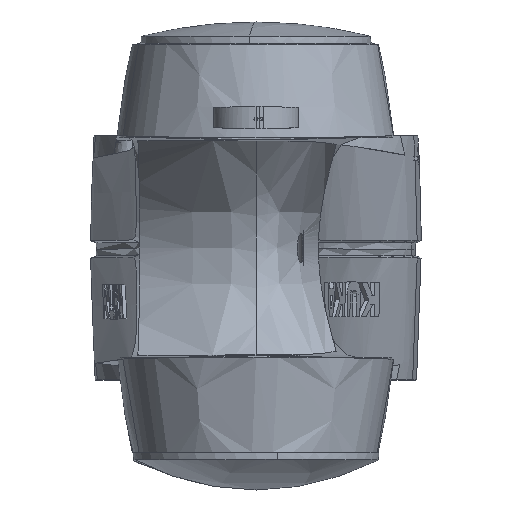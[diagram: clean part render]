
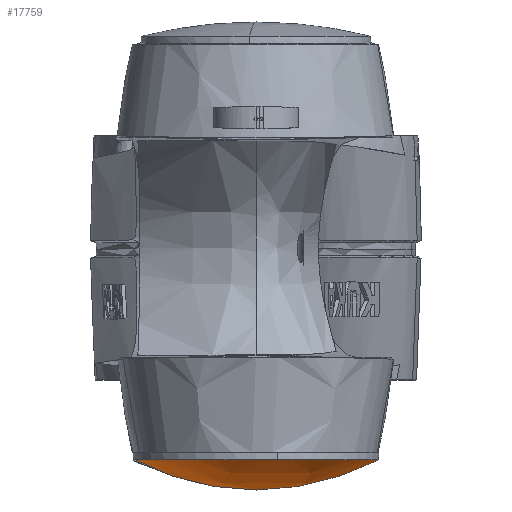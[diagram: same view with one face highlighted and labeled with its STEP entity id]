
A CAD part, top view. The second image highlights one B-rep face of the part: STEP entity #17759.
In plain terms, the highlighted free-form (B-spline) face has degree [3, 3] with [4, 4] control points.
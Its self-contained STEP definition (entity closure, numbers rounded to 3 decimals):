
#13326=CARTESIAN_POINT('Vertex',(36.329,-112.868,1024.25)) ;
#13348=CARTESIAN_POINT('Vertex',(-39.243,-113.002,971.327)) ;
#13352=CARTESIAN_POINT('Control Point',(36.329,-112.868,1024.25)) ;
#13353=CARTESIAN_POINT('Control Point',(33.228,-112.868,1024.796)) ;
#13354=CARTESIAN_POINT('Control Point',(30.088,-112.871,1025.157)) ;
#13355=CARTESIAN_POINT('Control Point',(26.923,-112.874,1025.328)) ;
#13356=CARTESIAN_POINT('Control Point',(21.393,-112.88,1025.289)) ;
#13357=CARTESIAN_POINT('Control Point',(15.886,-112.886,1024.665)) ;
#13358=CARTESIAN_POINT('Control Point',(13.545,-112.889,1024.292)) ;
#13359=CARTESIAN_POINT('Control Point',(8.895,-112.896,1023.332)) ;
#13360=CARTESIAN_POINT('Control Point',(4.341,-112.904,1021.95)) ;
#13361=CARTESIAN_POINT('Control Point',(2.097,-112.908,1021.155)) ;
#13362=CARTESIAN_POINT('Control Point',(-3.574,-112.919,1018.853)) ;
#13363=CARTESIAN_POINT('Control Point',(-8.958,-112.931,1015.892)) ;
#13364=CARTESIAN_POINT('Control Point',(-12.114,-112.938,1013.848)) ;
#13365=CARTESIAN_POINT('Control Point',(-18.115,-112.952,1009.317)) ;
#13366=CARTESIAN_POINT('Control Point',(-23.417,-112.965,1003.963)) ;
#13367=CARTESIAN_POINT('Control Point',(-25.875,-112.972,1001.095)) ;
#13368=CARTESIAN_POINT('Control Point',(-29.596,-112.981,996.055)) ;
#13369=CARTESIAN_POINT('Control Point',(-32.689,-112.989,990.607)) ;
#13370=CARTESIAN_POINT('Control Point',(-33.855,-112.992,988.315)) ;
#13371=CARTESIAN_POINT('Control Point',(-35.443,-112.996,984.743)) ;
#13372=CARTESIAN_POINT('Control Point',(-36.754,-112.999,981.083)) ;
#13373=CARTESIAN_POINT('Control Point',(-37.157,-113.,979.859)) ;
#13374=CARTESIAN_POINT('Control Point',(-37.898,-113.001,977.415)) ;
#13375=CARTESIAN_POINT('Control Point',(-38.508,-113.002,974.982)) ;
#13376=CARTESIAN_POINT('Control Point',(-38.782,-113.002,973.771)) ;
#13377=CARTESIAN_POINT('Control Point',(-39.027,-113.002,972.552)) ;
#13378=CARTESIAN_POINT('Control Point',(-39.243,-113.002,971.327)) ;
#13395=CARTESIAN_POINT('Control Point',(89.243,-113.003,948.672)) ;
#13396=CARTESIAN_POINT('Control Point',(89.792,-113.003,951.79)) ;
#13397=CARTESIAN_POINT('Control Point',(90.153,-113.004,954.941)) ;
#13398=CARTESIAN_POINT('Control Point',(90.322,-113.005,958.108)) ;
#13399=CARTESIAN_POINT('Control Point',(90.289,-113.001,962.451)) ;
#13400=CARTESIAN_POINT('Control Point',(89.898,-112.995,966.769)) ;
#13401=CARTESIAN_POINT('Control Point',(89.764,-112.993,967.952)) ;
#13402=CARTESIAN_POINT('Control Point',(89.439,-112.99,970.328)) ;
#13403=CARTESIAN_POINT('Control Point',(89.006,-112.986,972.687)) ;
#13404=CARTESIAN_POINT('Control Point',(88.763,-112.984,973.852)) ;
#13405=CARTESIAN_POINT('Control Point',(88.132,-112.981,976.58)) ;
#13406=CARTESIAN_POINT('Control Point',(87.356,-112.977,979.27)) ;
#13407=CARTESIAN_POINT('Control Point',(86.87,-112.974,980.767)) ;
#13408=CARTESIAN_POINT('Control Point',(85.835,-112.969,983.68)) ;
#13409=CARTESIAN_POINT('Control Point',(84.631,-112.962,986.523)) ;
#13410=CARTESIAN_POINT('Control Point',(83.978,-112.959,987.951)) ;
#13411=CARTESIAN_POINT('Control Point',(82.455,-112.951,991.016)) ;
#13412=CARTESIAN_POINT('Control Point',(80.736,-112.944,993.972)) ;
#13413=CARTESIAN_POINT('Control Point',(79.789,-112.941,995.478)) ;
#13414=CARTESIAN_POINT('Control Point',(77.807,-112.936,998.408)) ;
#13415=CARTESIAN_POINT('Control Point',(75.633,-112.93,1001.194)) ;
#13416=CARTESIAN_POINT('Control Point',(74.495,-112.927,1002.556)) ;
#13417=CARTESIAN_POINT('Control Point',(71.711,-112.918,1005.663)) ;
#13418=CARTESIAN_POINT('Control Point',(68.692,-112.908,1008.534)) ;
#13419=CARTESIAN_POINT('Control Point',(66.898,-112.902,1010.091)) ;
#13420=CARTESIAN_POINT('Control Point',(64.113,-112.896,1012.295)) ;
#13421=CARTESIAN_POINT('Control Point',(61.193,-112.892,1014.299)) ;
#13422=CARTESIAN_POINT('Control Point',(60.198,-112.89,1014.949)) ;
#13423=CARTESIAN_POINT('Control Point',(58.171,-112.888,1016.209)) ;
#13424=CARTESIAN_POINT('Control Point',(56.09,-112.885,1017.374)) ;
#13425=CARTESIAN_POINT('Control Point',(55.042,-112.884,1017.929)) ;
#13426=CARTESIAN_POINT('Control Point',(52.733,-112.88,1019.088)) ;
#13427=CARTESIAN_POINT('Control Point',(50.372,-112.877,1020.129)) ;
#13428=CARTESIAN_POINT('Control Point',(49.093,-112.875,1020.652)) ;
#13429=CARTESIAN_POINT('Control Point',(46.537,-112.872,1021.621)) ;
#13430=CARTESIAN_POINT('Control Point',(43.939,-112.87,1022.453)) ;
#13431=CARTESIAN_POINT('Control Point',(42.62,-112.869,1022.84)) ;
#13432=CARTESIAN_POINT('Control Point',(40.559,-112.868,1023.382)) ;
#13433=CARTESIAN_POINT('Control Point',(38.482,-112.868,1023.839)) ;
#13434=CARTESIAN_POINT('Control Point',(37.766,-112.868,1023.986)) ;
#13435=CARTESIAN_POINT('Control Point',(37.048,-112.868,1024.123)) ;
#13436=CARTESIAN_POINT('Control Point',(36.329,-112.868,1024.25)) ;
#13437=CARTESIAN_POINT('Vertex',(89.243,-113.003,948.672)) ;
#17621=CARTESIAN_POINT('Control Point',(89.242,-113.002,948.672)) ;
#17622=CARTESIAN_POINT('Control Point',(48.166,-134.769,955.915)) ;
#17623=CARTESIAN_POINT('Control Point',(1.833,-134.769,964.085)) ;
#17624=CARTESIAN_POINT('Control Point',(-39.243,-113.002,971.328)) ;
#17738=CARTESIAN_POINT('Control Point',(95.216,-97.01,1015.083)) ;
#17739=CARTESIAN_POINT('Control Point',(96.911,-106.912,993.529)) ;
#17740=CARTESIAN_POINT('Control Point',(95.598,-111.921,970.319)) ;
#17741=CARTESIAN_POINT('Control Point',(91.36,-111.718,946.921)) ;
#17742=CARTESIAN_POINT('Control Point',(57.836,-117.756,1021.674)) ;
#17743=CARTESIAN_POINT('Control Point',(56.136,-129.543,1000.719)) ;
#17744=CARTESIAN_POINT('Control Point',(53.106,-135.505,977.812)) ;
#17745=CARTESIAN_POINT('Control Point',(48.938,-135.264,954.401)) ;
#17746=CARTESIAN_POINT('Control Point',(15.238,-117.756,1029.185)) ;
#17747=CARTESIAN_POINT('Control Point',(9.668,-129.543,1008.912)) ;
#17748=CARTESIAN_POINT('Control Point',(4.681,-135.505,986.351)) ;
#17749=CARTESIAN_POINT('Control Point',(0.591,-135.264,962.926)) ;
#17750=CARTESIAN_POINT('Control Point',(-22.142,-97.01,1035.776)) ;
#17751=CARTESIAN_POINT('Control Point',(-31.107,-106.912,1016.102)) ;
#17752=CARTESIAN_POINT('Control Point',(-37.811,-111.921,993.843)) ;
#17753=CARTESIAN_POINT('Control Point',(-41.832,-111.718,970.406)) ;
#17755=ORIENTED_EDGE('',*,*,#13439,.T.) ;
#17756=ORIENTED_EDGE('',*,*,#13379,.T.) ;
#17757=ORIENTED_EDGE('',*,*,#17625,.F.) ;
#17759=ADVANCED_FACE('MANIFOLD_SOLID_BREP #16099',(#17758),#17737,.T.) ;
#13351=B_SPLINE_CURVE_WITH_KNOTS('',5,(#13352,#13353,#13354,#13355,#13356,#13357,#13358,#13359,#13360,#13361,#13362,#13363,#13364,#13365,#13366,#13367,#13368,#13369,#13370,#13371,#13372,#13373,#13374,#13375,#13376,#13377,#13378),.UNSPECIFIED.,.F.,.U.,(6,3,3,3,3,3,3,3,6),(0.,29.341,51.139,72.937,107.243,141.55,164.089,175.358,186.628),.UNSPECIFIED.) ;
#13394=B_SPLINE_CURVE_WITH_KNOTS('',5,(#13395,#13396,#13397,#13398,#13399,#13400,#13401,#13402,#13403,#13404,#13405,#13406,#13407,#13408,#13409,#13410,#13411,#13412,#13413,#13414,#13415,#13416,#13417,#13418,#13419,#13420,#13421,#13422,#13423,#13424,#13425,#13426,#13427,#13428,#13429,#13430,#13431,#13432,#13433,#13434,#13435,#13436),.UNSPECIFIED.,.F.,.U.,(6,3,3,3,3,3,3,3,3,3,3,3,3,6),(0.,28.693,39.321,49.949,64.733,79.517,95.891,112.265,134.035,144.884,155.732,168.765,181.798,188.633),.UNSPECIFIED.) ;
#13379=EDGE_CURVE('',#13327,#13349,#13351,.T.) ;
#13439=EDGE_CURVE('',#13438,#13327,#13394,.T.) ;
#17625=EDGE_CURVE('',#13438,#13349,#17620,.T.) ;
#17754=EDGE_LOOP('',(#17755,#17756,#17757)) ;
#17758=FACE_OUTER_BOUND('',#17754,.T.) ;
#13327=VERTEX_POINT('',#13326) ;
#13349=VERTEX_POINT('',#13348) ;
#13438=VERTEX_POINT('',#13437) ;
#17620=(BOUNDED_CURVE()B_SPLINE_CURVE(3,(#17621,#17622,#17623,#17624),.UNSPECIFIED.,.F.,.U.)B_SPLINE_CURVE_WITH_KNOTS((4,4),(2.835,138.839),.UNSPECIFIED.)CURVE()GEOMETRIC_REPRESENTATION_ITEM()RATIONAL_B_SPLINE_CURVE((1.065,0.984,0.984,1.065))REPRESENTATION_ITEM('')) ;
#17737=(BOUNDED_SURFACE()B_SPLINE_SURFACE(3,3,((#17738,#17739,#17740,#17741),(#17742,#17743,#17744,#17745),(#17746,#17747,#17748,#17749),(#17750,#17751,#17752,#17753)),.UNSPECIFIED.,.F.,.F.,.U.)B_SPLINE_SURFACE_WITH_KNOTS((4,4),(4,4),(0.,141.529),(0.,71.544),.UNSPECIFIED.)GEOMETRIC_REPRESENTATION_ITEM()RATIONAL_B_SPLINE_SURFACE(((1.082,1.06,1.06,1.082),(0.994,0.973,0.973,0.994),(0.994,0.973,0.973,0.994),(1.082,1.06,1.06,1.082)))REPRESENTATION_ITEM('Rational BSpline Surface')SURFACE()) ;
